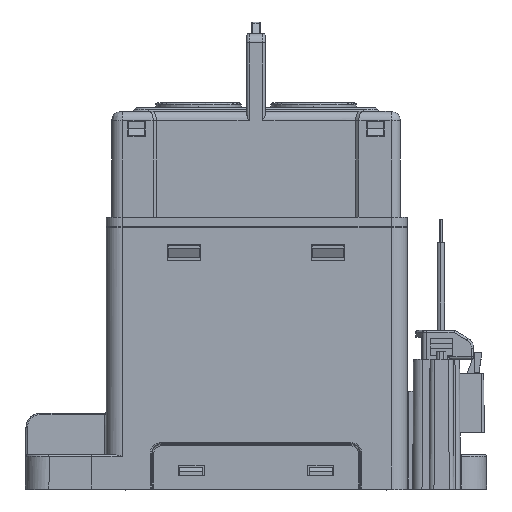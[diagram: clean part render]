
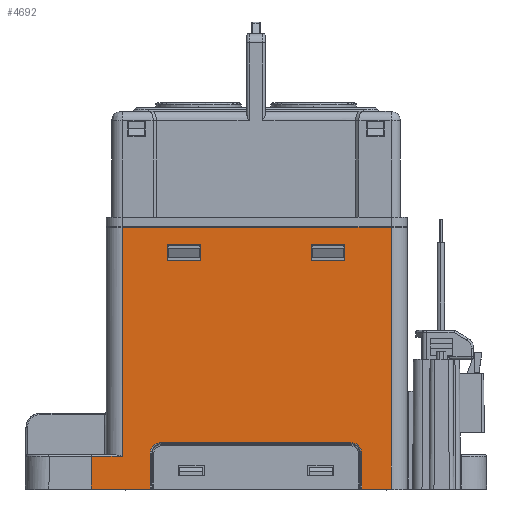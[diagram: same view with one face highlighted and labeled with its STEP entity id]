
A CAD part, left-side view. The second image highlights one B-rep face of the part: STEP entity #4692.
In plain terms, the highlighted planar face has unit normal (-1, 0, 0).
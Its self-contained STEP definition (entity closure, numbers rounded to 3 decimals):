
#3125=FACE_BOUND('',#6954,.T.);
#3126=FACE_BOUND('',#6955,.T.);
#3127=FACE_BOUND('',#6956,.T.);
#3674=PLANE('',#22446);
#4007=(
BOUNDED_CURVE()
B_SPLINE_CURVE(3,(#31997,#31998,#31999,#32000),.UNSPECIFIED.,.F.,.F.)
B_SPLINE_CURVE_WITH_KNOTS((4,4),(0.,1.),.UNSPECIFIED.)
CURVE()
GEOMETRIC_REPRESENTATION_ITEM()
RATIONAL_B_SPLINE_CURVE((1.,0.805,0.805,1.))
REPRESENTATION_ITEM('')
);
#4008=(
BOUNDED_CURVE()
B_SPLINE_CURVE(3,(#32004,#32005,#32006,#32007),.UNSPECIFIED.,.F.,.F.)
B_SPLINE_CURVE_WITH_KNOTS((4,4),(0.,1.),.UNSPECIFIED.)
CURVE()
GEOMETRIC_REPRESENTATION_ITEM()
RATIONAL_B_SPLINE_CURVE((1.,0.805,0.805,1.))
REPRESENTATION_ITEM('')
);
#4692=ADVANCED_FACE('',(#3125,#3126,#3127),#3674,.F.);
#6954=EDGE_LOOP('',(#14644,#14645,#14646,#14647));
#6955=EDGE_LOOP('',(#14648,#14649,#14650,#14651));
#6956=EDGE_LOOP('',(#14652,#14653,#14654,#14655,#14656,#14657,#14658,#14659,
#14660,#14661,#14662,#14663));
#8638=LINE('',#31954,#10667);
#8639=LINE('',#31971,#10668);
#8640=LINE('',#31974,#10669);
#8641=LINE('',#31976,#10670);
#8642=LINE('',#31978,#10671);
#8643=LINE('',#31979,#10672);
#8644=LINE('',#31982,#10673);
#8645=LINE('',#31984,#10674);
#8646=LINE('',#31986,#10675);
#8647=LINE('',#31987,#10676);
#8648=LINE('',#31989,#10677);
#8649=LINE('',#31991,#10678);
#8650=LINE('',#31993,#10679);
#8651=LINE('',#31995,#10680);
#8652=LINE('',#32002,#10681);
#8653=LINE('',#32009,#10682);
#8654=LINE('',#32011,#10683);
#8655=LINE('',#32013,#10684);
#10667=VECTOR('',#25918,1.);
#10668=VECTOR('',#25925,1.);
#10669=VECTOR('',#25926,1.);
#10670=VECTOR('',#25927,1.);
#10671=VECTOR('',#25928,1.);
#10672=VECTOR('',#25929,1.);
#10673=VECTOR('',#25930,1.);
#10674=VECTOR('',#25931,1.);
#10675=VECTOR('',#25932,1.);
#10676=VECTOR('',#25933,1.);
#10677=VECTOR('',#25934,1.);
#10678=VECTOR('',#25935,1.);
#10679=VECTOR('',#25936,1.);
#10680=VECTOR('',#25937,1.);
#10681=VECTOR('',#25938,1.);
#10682=VECTOR('',#25939,1.);
#10683=VECTOR('',#25940,1.);
#10684=VECTOR('',#25941,1.);
#14644=ORIENTED_EDGE('',*,*,#20145,.F.);
#14645=ORIENTED_EDGE('',*,*,#20146,.F.);
#14646=ORIENTED_EDGE('',*,*,#20147,.F.);
#14647=ORIENTED_EDGE('',*,*,#20148,.F.);
#14648=ORIENTED_EDGE('',*,*,#20149,.F.);
#14649=ORIENTED_EDGE('',*,*,#20150,.F.);
#14650=ORIENTED_EDGE('',*,*,#20151,.F.);
#14651=ORIENTED_EDGE('',*,*,#20152,.F.);
#14652=ORIENTED_EDGE('',*,*,#20153,.T.);
#14653=ORIENTED_EDGE('',*,*,#20141,.F.);
#14654=ORIENTED_EDGE('',*,*,#20154,.T.);
#14655=ORIENTED_EDGE('',*,*,#20155,.F.);
#14656=ORIENTED_EDGE('',*,*,#20156,.F.);
#14657=ORIENTED_EDGE('',*,*,#20157,.T.);
#14658=ORIENTED_EDGE('',*,*,#20158,.T.);
#14659=ORIENTED_EDGE('',*,*,#20159,.T.);
#14660=ORIENTED_EDGE('',*,*,#20160,.T.);
#14661=ORIENTED_EDGE('',*,*,#20161,.T.);
#14662=ORIENTED_EDGE('',*,*,#20162,.F.);
#14663=ORIENTED_EDGE('',*,*,#20163,.F.);
#17846=VERTEX_POINT('',#31955);
#17847=VERTEX_POINT('',#31956);
#17849=VERTEX_POINT('',#31972);
#17850=VERTEX_POINT('',#31973);
#17851=VERTEX_POINT('',#31975);
#17852=VERTEX_POINT('',#31977);
#17853=VERTEX_POINT('',#31980);
#17854=VERTEX_POINT('',#31981);
#17855=VERTEX_POINT('',#31983);
#17856=VERTEX_POINT('',#31985);
#17857=VERTEX_POINT('',#31988);
#17858=VERTEX_POINT('',#31990);
#17859=VERTEX_POINT('',#31992);
#17860=VERTEX_POINT('',#31994);
#17861=VERTEX_POINT('',#31996);
#17862=VERTEX_POINT('',#32001);
#17863=VERTEX_POINT('',#32003);
#17864=VERTEX_POINT('',#32008);
#17865=VERTEX_POINT('',#32010);
#17866=VERTEX_POINT('',#32012);
#20141=EDGE_CURVE('',#17846,#17847,#8638,.T.);
#20145=EDGE_CURVE('',#17849,#17850,#8639,.T.);
#20146=EDGE_CURVE('',#17851,#17849,#8640,.T.);
#20147=EDGE_CURVE('',#17852,#17851,#8641,.T.);
#20148=EDGE_CURVE('',#17850,#17852,#8642,.T.);
#20149=EDGE_CURVE('',#17853,#17854,#8643,.T.);
#20150=EDGE_CURVE('',#17855,#17853,#8644,.T.);
#20151=EDGE_CURVE('',#17856,#17855,#8645,.T.);
#20152=EDGE_CURVE('',#17854,#17856,#8646,.T.);
#20153=EDGE_CURVE('',#17857,#17847,#8647,.T.);
#20154=EDGE_CURVE('',#17846,#17858,#8648,.T.);
#20155=EDGE_CURVE('',#17859,#17858,#8649,.T.);
#20156=EDGE_CURVE('',#17860,#17859,#8650,.T.);
#20157=EDGE_CURVE('',#17860,#17861,#8651,.T.);
#20158=EDGE_CURVE('',#17861,#17862,#4007,.T.);
#20159=EDGE_CURVE('',#17862,#17863,#8652,.T.);
#20160=EDGE_CURVE('',#17863,#17864,#4008,.T.);
#20161=EDGE_CURVE('',#17864,#17865,#8653,.T.);
#20162=EDGE_CURVE('',#17866,#17865,#8654,.T.);
#20163=EDGE_CURVE('',#17857,#17866,#8655,.T.);
#22446=AXIS2_PLACEMENT_3D('',#32014,#25942,#25943);
#25918=DIRECTION('',(0.,0.,1.));
#25925=DIRECTION('',(0.,0.,1.));
#25926=DIRECTION('',(0.,-1.,0.));
#25927=DIRECTION('',(0.,0.,-1.));
#25928=DIRECTION('',(0.,1.,0.));
#25929=DIRECTION('',(0.,0.,1.));
#25930=DIRECTION('',(0.,-1.,0.));
#25931=DIRECTION('',(0.,0.,-1.));
#25932=DIRECTION('',(0.,1.,0.));
#25933=DIRECTION('',(0.,1.,0.));
#25934=DIRECTION('',(0.,1.,0.));
#25935=DIRECTION('',(0.,0.,1.));
#25936=DIRECTION('',(0.,1.,0.));
#25937=DIRECTION('',(0.,0.,1.));
#25938=DIRECTION('',(0.,-1.,0.));
#25939=DIRECTION('',(0.,0.,-1.));
#25940=DIRECTION('',(0.,1.,0.));
#25941=DIRECTION('',(0.,0.,-1.));
#25942=DIRECTION('',(1.,0.,0.));
#25943=DIRECTION('',(0.,-1.,0.));
#31954=CARTESIAN_POINT('',(-29.,29.,38.2));
#31955=CARTESIAN_POINT('',(-29.,29.,-7.6));
#31956=CARTESIAN_POINT('',(-29.,29.,42.1));
#31971=CARTESIAN_POINT('',(-29.,-19.27,38.2));
#31972=CARTESIAN_POINT('',(-29.,-19.27,34.93));
#31973=CARTESIAN_POINT('',(-29.,-19.27,38.27));
#31974=CARTESIAN_POINT('',(-29.,-31.5,34.93));
#31975=CARTESIAN_POINT('',(-29.,-11.93,34.93));
#31976=CARTESIAN_POINT('',(-29.,-11.93,38.2));
#31977=CARTESIAN_POINT('',(-29.,-11.93,38.27));
#31978=CARTESIAN_POINT('',(-29.,-31.5,38.27));
#31979=CARTESIAN_POINT('',(-29.,11.93,38.2));
#31980=CARTESIAN_POINT('',(-29.,11.93,34.93));
#31981=CARTESIAN_POINT('',(-29.,11.93,38.27));
#31982=CARTESIAN_POINT('',(-29.,-31.5,34.93));
#31983=CARTESIAN_POINT('',(-29.,19.27,34.93));
#31984=CARTESIAN_POINT('',(-29.,19.27,38.2));
#31985=CARTESIAN_POINT('',(-29.,19.27,38.27));
#31986=CARTESIAN_POINT('',(-29.,-31.5,38.27));
#31987=CARTESIAN_POINT('',(-29.,-31.5,42.1));
#31988=CARTESIAN_POINT('',(-29.,-29.3,42.1));
#31989=CARTESIAN_POINT('',(-29.,35.683,-7.6));
#31990=CARTESIAN_POINT('',(-29.,35.683,-7.6));
#31991=CARTESIAN_POINT('',(-29.,35.683,38.2));
#31992=CARTESIAN_POINT('',(-29.,35.683,-14.7));
#31993=CARTESIAN_POINT('',(-29.,-31.5,-14.7));
#31994=CARTESIAN_POINT('',(-29.,22.896,-14.7));
#31995=CARTESIAN_POINT('',(-29.,22.896,-6.898));
#31996=CARTESIAN_POINT('',(-29.,22.896,-6.904));
#31997=CARTESIAN_POINT('',(-29.,22.896,-6.904));
#31998=CARTESIAN_POINT('',(-29.,22.896,-5.556));
#31999=CARTESIAN_POINT('',(-29.,21.944,-4.604));
#32000=CARTESIAN_POINT('',(-29.,20.596,-4.604));
#32001=CARTESIAN_POINT('',(-29.,20.596,-4.604));
#32002=CARTESIAN_POINT('',(-29.,-20.602,-4.604));
#32003=CARTESIAN_POINT('',(-29.,-20.596,-4.604));
#32004=CARTESIAN_POINT('',(-29.,-20.596,-4.604));
#32005=CARTESIAN_POINT('',(-29.,-21.944,-4.604));
#32006=CARTESIAN_POINT('',(-29.,-22.896,-5.556));
#32007=CARTESIAN_POINT('',(-29.,-22.896,-6.904));
#32008=CARTESIAN_POINT('',(-29.,-22.896,-6.904));
#32009=CARTESIAN_POINT('',(-29.,-22.896,-14.6));
#32010=CARTESIAN_POINT('',(-29.,-22.896,-14.7));
#32011=CARTESIAN_POINT('',(-29.,-31.5,-14.7));
#32012=CARTESIAN_POINT('',(-29.,-29.3,-14.7));
#32013=CARTESIAN_POINT('',(-29.,-29.3,38.2));
#32014=CARTESIAN_POINT('',(-29.,-31.5,38.2));
